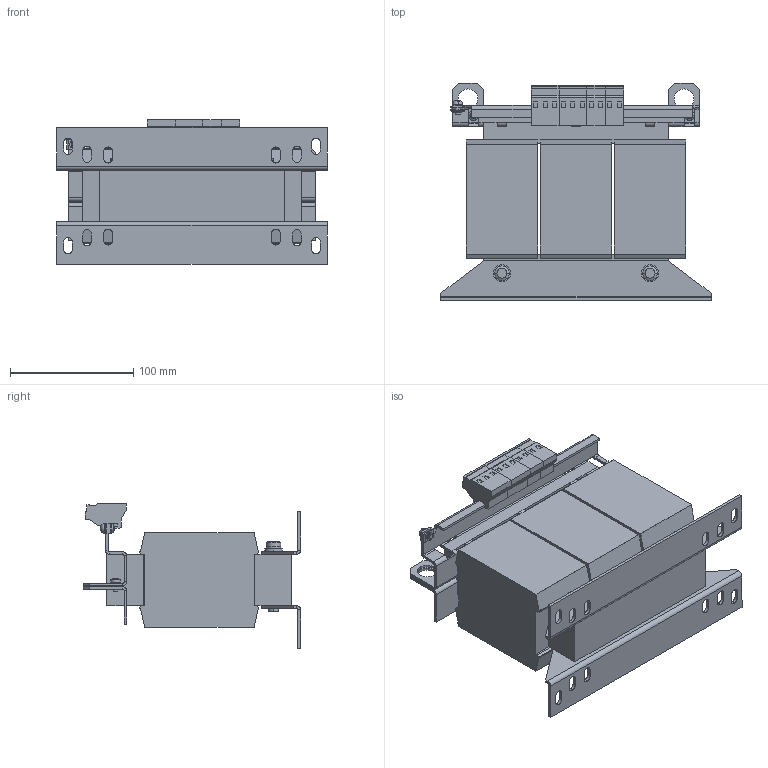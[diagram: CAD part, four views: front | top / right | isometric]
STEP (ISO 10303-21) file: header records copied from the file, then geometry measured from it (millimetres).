
FILE_DESCRIPTION (( 'STEP AP214' ), '1' );
FILE_NAME ('190773.STEP', '2020-05-28T17:44:09', ( '' ), ( '' ), 'SwSTEP 2.0', 'SolidWorks 2018', '' );
FILE_SCHEMA (( 'AUTOMOTIVE_DESIGN' ));
Length unit declared in the file: millimetre
Products named in the file (1): 190773
Bounding box: 219 x 176 x 117 mm (x, y, z)
Volume: 1713618.4 mm3; surface area: 217033.7 mm2
Topology: 1 solids, 1 shells, 667 faces, 1672 edges, 1044 vertices
Faces by surface type: plane 504, cylinder 135, torus 14, sphere 8, cone 6
Entity records: 19763 total; most frequent: CARTESIAN_POINT 3508, DIRECTION 3341, ORIENTED_EDGE 3340, EDGE_CURVE 1670, LINE 1279, VECTOR 1279, VERTEX_POINT 1044, AXIS2_PLACEMENT_3D 1031
